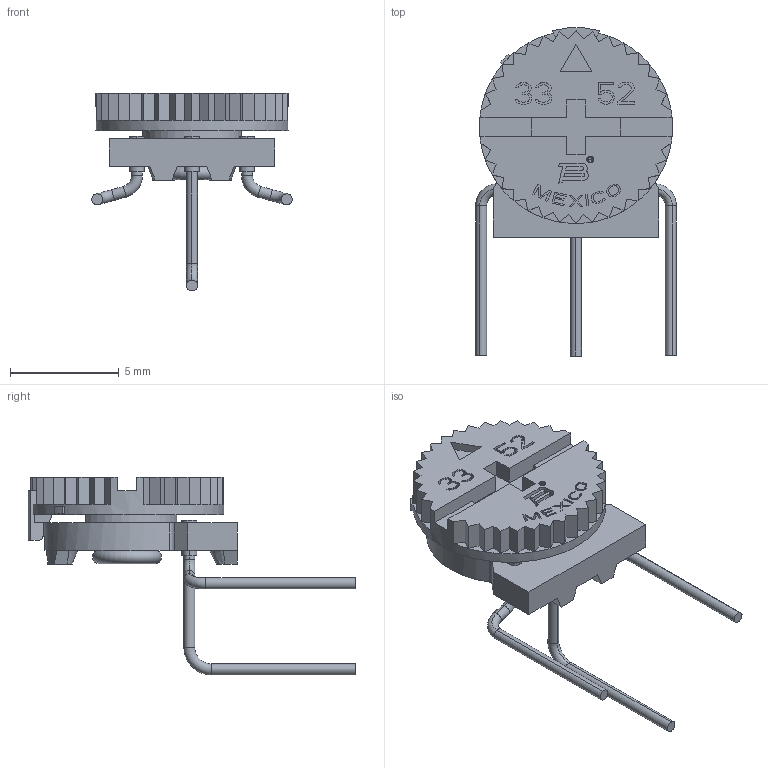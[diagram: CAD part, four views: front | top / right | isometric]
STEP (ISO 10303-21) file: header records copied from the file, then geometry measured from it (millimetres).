
FILE_DESCRIPTION((''),'2;1');
FILE_NAME('34880-05601','2021-02-22T10:38:57',('keilanic'),(''),'CREO PARAMETRIC BY PTC INC, 2018050','CREO PARAMETRIC BY PTC INC, 2018050','');
FILE_SCHEMA(('CONFIG_CONTROL_DESIGN'));
Length unit declared in the file: inch
Products named in the file (1): 34880-05601
Bounding box: 9.24 x 15.1 x 9.12 mm (x, y, z)
Volume: 187.4 mm3; surface area: 460.3 mm2
Topology: 1 solids, 2 shells, 613 faces, 1660 edges, 1079 vertices
Faces by surface type: plane 537, cylinder 48, torus 17, cone 7, bspline 4
Entity records: 19115 total; most frequent: CARTESIAN_POINT 3508, ORIENTED_EDGE 3320, DIRECTION 3057, EDGE_CURVE 1660, VECTOR 1465, LINE 1465, VERTEX_POINT 1079, AXIS2_PLACEMENT_3D 796
